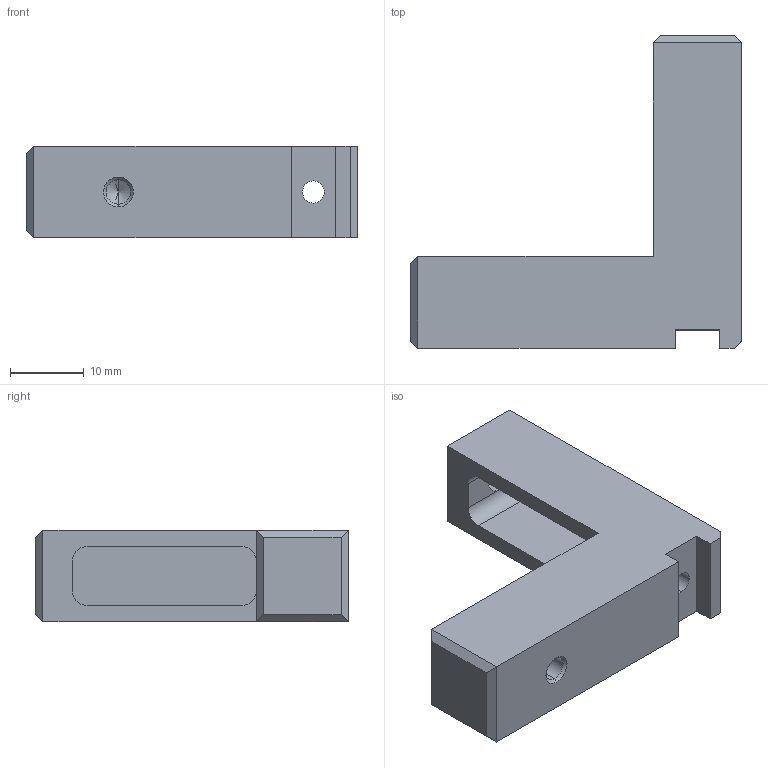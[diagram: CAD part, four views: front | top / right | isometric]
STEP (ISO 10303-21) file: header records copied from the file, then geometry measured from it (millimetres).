
FILE_DESCRIPTION (( 'STEP AP214' ), '1' );
FILE_NAME ('OM-010-010-110_01.STEP', '2024-10-14T14:50:09', ( '' ), ( '' ), 'SwSTEP 2.0', 'SolidWorks 2022', '' );
FILE_SCHEMA (( 'AUTOMOTIVE_DESIGN' ));
Length unit declared in the file: millimetre
Products named in the file (1): OM-010-010-110_01
Bounding box: 45 x 42.5 x 12.5 mm (x, y, z)
Volume: 9102.3 mm3; surface area: 4841.7 mm2
Topology: 1 solids, 1 shells, 42 faces, 105 edges, 63 vertices
Faces by surface type: plane 26, cylinder 10, cone 6
Entity records: 1279 total; most frequent: DIRECTION 213, CARTESIAN_POINT 209, ORIENTED_EDGE 206, EDGE_CURVE 103, VECTOR 79, LINE 79, AXIS2_PLACEMENT_3D 67, VERTEX_POINT 63
